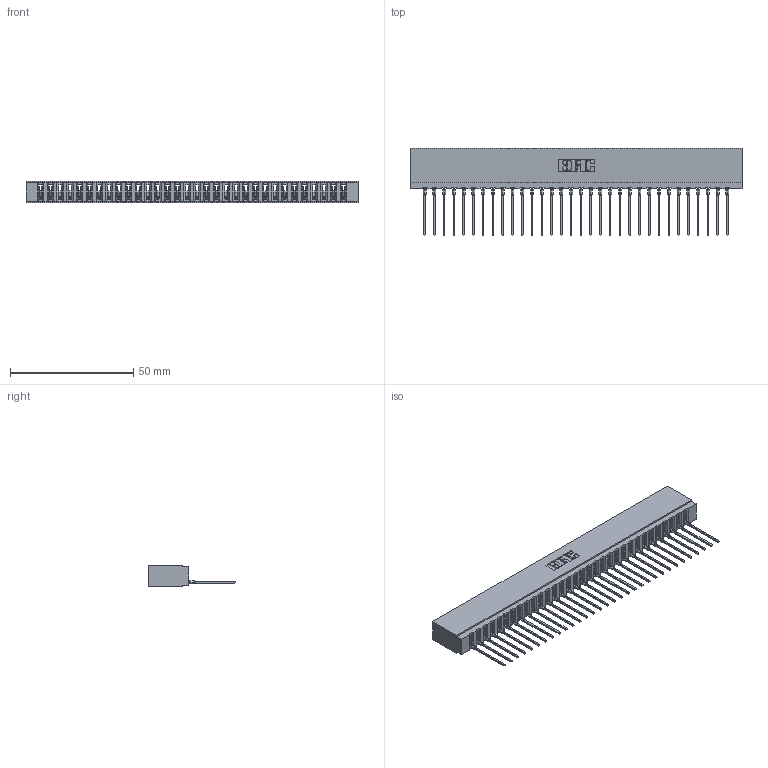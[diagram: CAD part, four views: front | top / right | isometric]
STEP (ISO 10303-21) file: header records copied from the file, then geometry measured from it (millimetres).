
FILE_DESCRIPTION (( 'STEP AP203' ), '1' );
FILE_NAME ('737-032-541-101.STEP', '2026-02-24T23:14:48', ( '' ), ( '' ), 'SwSTEP 2.0', 'SolidWorks 2023', '' );
FILE_SCHEMA (( 'CONFIG_CONTROL_DESIGN' ));
Products named in the file (3): 745-292-001_541; 737 Part_Insulator Option - 01; 737-032-541-101
Assembly tree (33 placements, depth 2):
  737-032-541-101
    737 Part_Insulator Option - 01
    745-292-001_541  x32
Bounding box: 134.67 x 35.45 x 8.89 mm (x, y, z)
Volume: 13156.2 mm3; surface area: 18497.2 mm2
Topology: 33 solids, 33 shells, 3710 faces, 10207 edges, 6442 vertices
Faces by surface type: plane 2230, cylinder 648, bspline 640, torus 192
Entity records: 55237 total; most frequent: CARTESIAN_POINT 10241, ORIENTED_EDGE 9688, DIRECTION 8400, EDGE_CURVE 4844, VECTOR 4470, LINE 4470, VERTEX_POINT 3094, AXIS2_PLACEMENT_3D 1965
